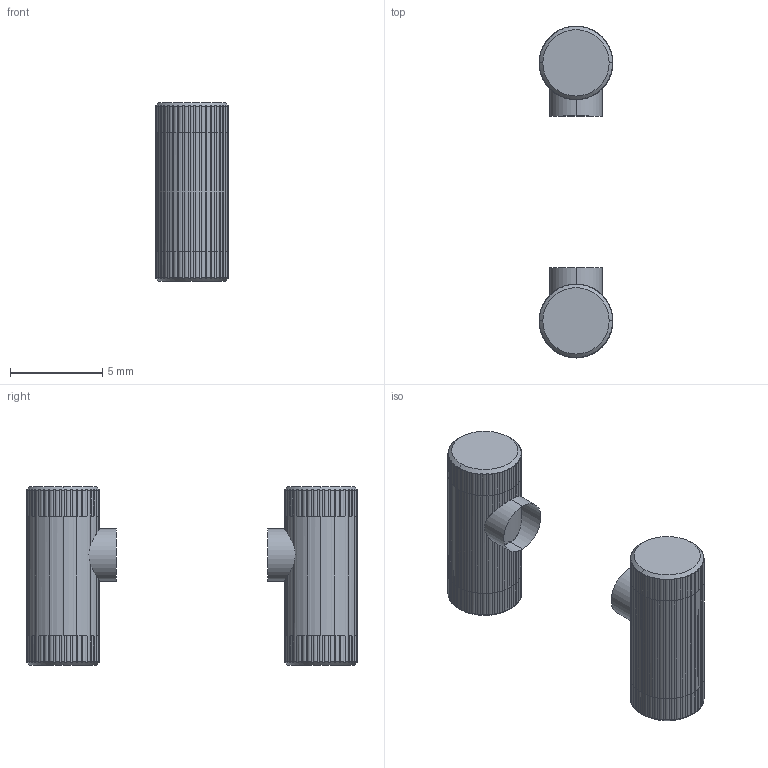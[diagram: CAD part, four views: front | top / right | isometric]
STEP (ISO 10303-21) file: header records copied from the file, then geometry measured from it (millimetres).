
FILE_DESCRIPTION((''),'2;1');
FILE_NAME('PT-F1_ASM','2021-06-10T16:21:36',('Administrator'),(''),'CREO PARAMETRIC BY PTC INC, 2018400','CREO PARAMETRIC BY PTC INC, 2018400','');
FILE_SCHEMA(('CONFIG_CONTROL_DESIGN'));
Length unit declared in the file: millimetre
Products named in the file (2): PT-F1; PT-F1_ASM
Assembly tree (2 placements, depth 2):
  PT-F1_ASM
    PT-F1  x2
Bounding box: 4 x 18 x 9.7 mm (x, y, z)
Volume: 210.1 mm3; surface area: 581.1 mm2
Topology: 2 solids, 6 shells, 276 faces, 796 edges, 526 vertices
Faces by surface type: cylinder 242, bspline 14, cone 12, plane 8
Entity records: 7297 total; most frequent: CARTESIAN_POINT 3857, ORIENTED_EDGE 788, DIRECTION 599, EDGE_CURVE 398, VERTEX_POINT 263, AXIS2_PLACEMENT_3D 233, B_SPLINE_CURVE_WITH_KNOTS 169, EDGE_LOOP 139
